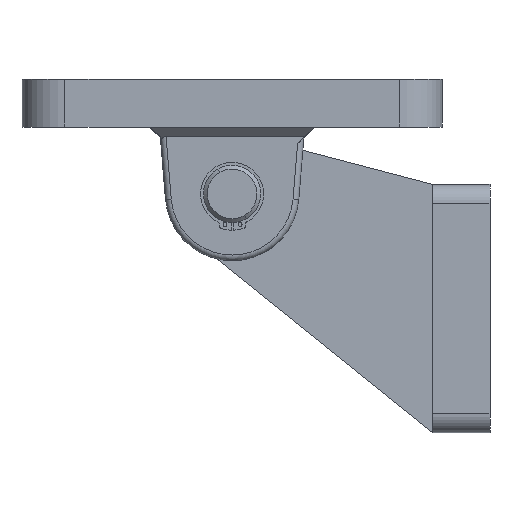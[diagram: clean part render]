
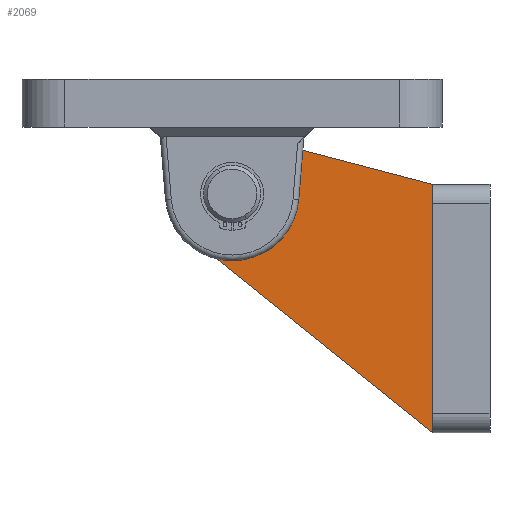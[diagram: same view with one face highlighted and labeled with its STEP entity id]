
A CAD part, front view. The second image highlights one B-rep face of the part: STEP entity #2069.
In plain terms, the highlighted face is planar.
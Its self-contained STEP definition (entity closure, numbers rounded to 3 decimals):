
#325 = FACE_OUTER_BOUND ( 'NONE', #1311, .T. ) ;
#519 = CIRCLE ( 'NONE', #2457, 31.5 ) ;
#637 = CIRCLE ( 'NONE', #2494, 31.5 ) ;
#803 = LINE ( 'NONE', #3341, #815 ) ;
#815 = VECTOR ( 'NONE', #3298, 1000. ) ;
#817 = LINE ( 'NONE', #3280, #818 ) ;
#818 = VECTOR ( 'NONE', #2832, 1000. ) ;
#942 = LINE ( 'NONE', #3114, #943 ) ;
#943 = VECTOR ( 'NONE', #3113, 1000. ) ;
#1152 = ORIENTED_EDGE ( 'NONE', *, *, #4168, .T. ) ;
#1198 = ORIENTED_EDGE ( 'NONE', *, *, #3915, .T. ) ;
#1311 = EDGE_LOOP ( 'NONE', ( #1152, #1513, #1198, #1384, #1456 ) ) ;
#1384 = ORIENTED_EDGE ( 'NONE', *, *, #4090, .F. ) ;
#1456 = ORIENTED_EDGE ( 'NONE', *, *, #4088, .T. ) ;
#1513 = ORIENTED_EDGE ( 'NONE', *, *, #2176, .T. ) ;
#1788 = VERTEX_POINT ( 'NONE', #2011 ) ;
#1825 = VERTEX_POINT ( 'NONE', #2690 ) ;
#1826 = VERTEX_POINT ( 'NONE', #2689 ) ;
#1839 = VERTEX_POINT ( 'NONE', #2763 ) ;
#1865 = VERTEX_POINT ( 'NONE', #2702 ) ;
#2011 = CARTESIAN_POINT ( 'NONE',  ( 0., 98., 30. ) ) ;
#2069 = ADVANCED_FACE ( 'NONE', ( #325 ), #2286, .T. ) ;
#2176 = EDGE_CURVE ( 'NONE', #1825, #1865, #519, .T. ) ;
#2269 = DIRECTION ( 'NONE',  ( 0., 0., 1. ) ) ;
#2270 = CARTESIAN_POINT ( 'NONE',  ( -112.718, 98., 95.233 ) ) ;
#2279 = DIRECTION ( 'NONE',  ( 0., 1., 0. ) ) ;
#2286 = PLANE ( 'NONE',  #2363 ) ;
#2363 = AXIS2_PLACEMENT_3D ( 'NONE', #2270, #2279, #2269 ) ;
#2457 = AXIS2_PLACEMENT_3D ( 'NONE', #3612, #3599, #3601 ) ;
#2494 = AXIS2_PLACEMENT_3D ( 'NONE', #3197, #3194, #3065 ) ;
#2689 = CARTESIAN_POINT ( 'NONE',  ( 130., 98., 30. ) ) ;
#2690 = CARTESIAN_POINT ( 'NONE',  ( -25.467, 98., 127.001 ) ) ;
#2702 = CARTESIAN_POINT ( 'NONE',  ( 5., 98., 103.5 ) ) ;
#2763 = CARTESIAN_POINT ( 'NONE',  ( 29.534, 98., 154.757 ) ) ;
#2832 = DIRECTION ( 'NONE',  ( -1., 0., 0. ) ) ;
#3065 = DIRECTION ( 'NONE',  ( 0., 0., 1. ) ) ;
#3113 = DIRECTION ( 'NONE',  ( -0.254, 0., 0.967 ) ) ;
#3114 = CARTESIAN_POINT ( 'NONE',  ( -23.291, 98., 118.712 ) ) ;
#3194 = DIRECTION ( 'NONE',  ( 0., -1., 0. ) ) ;
#3197 = CARTESIAN_POINT ( 'NONE',  ( 5., 98., 135. ) ) ;
#3280 = CARTESIAN_POINT ( 'NONE',  ( -112.718, 98., 30. ) ) ;
#3298 = DIRECTION ( 'NONE',  ( -0.627, 0., 0.779 ) ) ;
#3341 = CARTESIAN_POINT ( 'NONE',  ( 2.651, 98., 188.139 ) ) ;
#3599 = DIRECTION ( 'NONE',  ( 0., -1., 0. ) ) ;
#3601 = DIRECTION ( 'NONE',  ( 0., 0., 1. ) ) ;
#3612 = CARTESIAN_POINT ( 'NONE',  ( 5., 98., 135. ) ) ;
#3915 = EDGE_CURVE ( 'NONE', #1865, #1839, #637, .T. ) ;
#4088 = EDGE_CURVE ( 'NONE', #1826, #1788, #817, .T. ) ;
#4090 = EDGE_CURVE ( 'NONE', #1826, #1839, #803, .T. ) ;
#4168 = EDGE_CURVE ( 'NONE', #1788, #1825, #942, .T. ) ;
